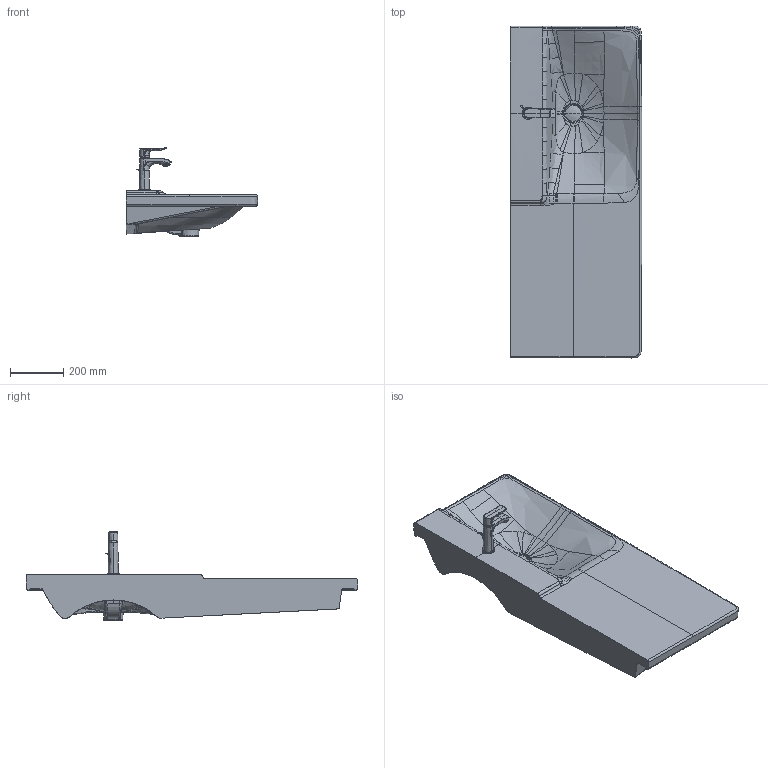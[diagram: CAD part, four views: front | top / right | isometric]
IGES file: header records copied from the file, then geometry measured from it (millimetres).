
Global section: file name: No Iges File Name specified; native system: Autodesk Inventor 2011; preprocessor: AutoDesk Inventor Iges Exporter R2011; author: Administrator; date: 20151002.161307; units: millimetre
Bounding box: 494.9 x 1250.07 x 334.47 mm (x, y, z)
Volume: 23381870.4 mm3; surface area: 1842049.4 mm2
Topology: 11 solids, 11 shells, 1632 faces, 4597 edges, 2976 vertices
Faces by surface type: bspline 636, plane 505, cylinder 290, revolution 102, cone 53, torus 46
